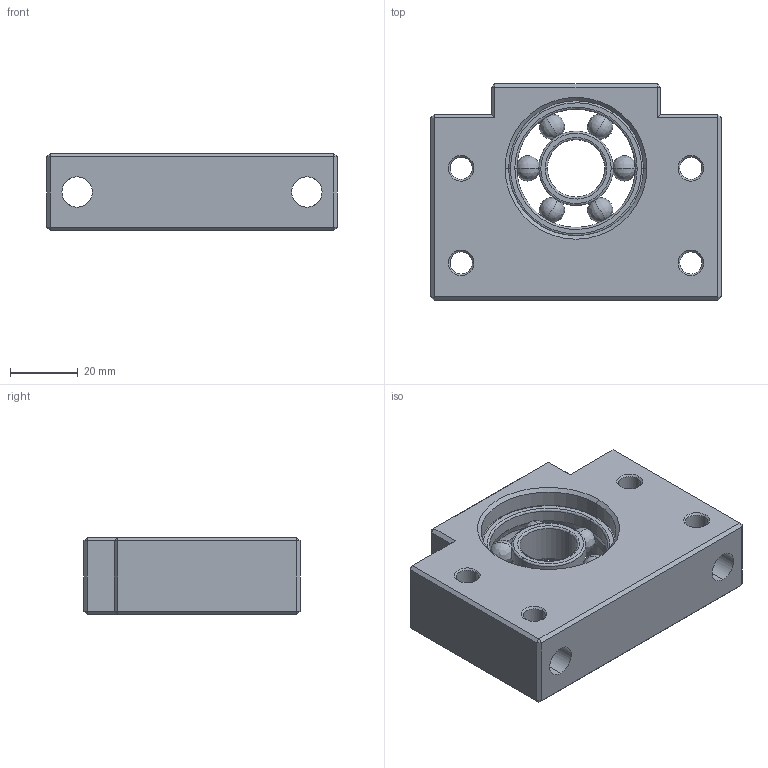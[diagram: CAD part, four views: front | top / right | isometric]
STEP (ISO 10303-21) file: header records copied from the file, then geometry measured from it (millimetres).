
FILE_DESCRIPTION (( 'STEP AP214' ), '1' );
FILE_NAME ('BFN17-Rollco.step', '2023-04-27T09:35:08', ( '' ), ( '' ), 'SwSTEP 2.0', 'SolidWorks 2010', '' );
FILE_SCHEMA (( 'AUTOMOTIVE_DESIGN' ));
Length unit declared in the file: millimetre
Products named in the file (3): BF17; BFN17_Bearing; BFN17-Rollco
Assembly tree (2 placements, depth 2):
  BFN17-Rollco
    BF17
    BFN17_Bearing
Bounding box: 86 x 64 x 23 mm (x, y, z)
Volume: 85591.2 mm3; surface area: 26913.1 mm2
Topology: 9 solids, 9 shells, 146 faces, 350 edges, 192 vertices
Faces by surface type: plane 50, cylinder 38, bspline 34, cone 24
Entity records: 5063 total; most frequent: CARTESIAN_POINT 1771, ORIENTED_EDGE 652, DIRECTION 634, EDGE_CURVE 326, AXIS2_PLACEMENT_3D 239, VERTEX_POINT 192, EDGE_LOOP 166, VECTOR 156
